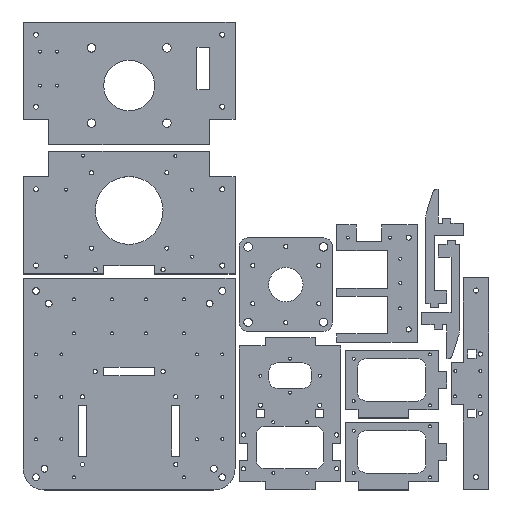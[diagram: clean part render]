
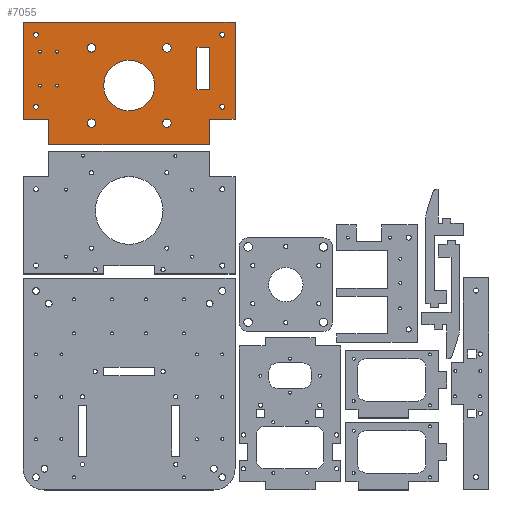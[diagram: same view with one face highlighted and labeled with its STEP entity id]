
A CAD part, top view. The second image highlights one B-rep face of the part: STEP entity #7055.
In plain terms, the highlighted planar face has unit normal (0, 0, 1).
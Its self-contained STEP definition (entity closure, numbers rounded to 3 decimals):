
#207=FACE_BOUND('',#1536,.T.);
#208=FACE_BOUND('',#1537,.T.);
#209=FACE_BOUND('',#1538,.T.);
#210=FACE_BOUND('',#1539,.T.);
#211=FACE_BOUND('',#1540,.T.);
#212=FACE_BOUND('',#1541,.T.);
#213=FACE_BOUND('',#1542,.T.);
#214=FACE_BOUND('',#1543,.T.);
#215=FACE_BOUND('',#1544,.T.);
#216=FACE_BOUND('',#1545,.T.);
#217=FACE_BOUND('',#1546,.T.);
#218=FACE_BOUND('',#1547,.T.);
#219=FACE_BOUND('',#1548,.T.);
#220=FACE_BOUND('',#1549,.T.);
#509=CIRCLE('',#7621,1.75);
#511=CIRCLE('',#7624,5.);
#513=CIRCLE('',#7627,5.);
#515=CIRCLE('',#7630,3.);
#517=CIRCLE('',#7633,3.);
#519=CIRCLE('',#7636,3.);
#521=CIRCLE('',#7639,5.);
#523=CIRCLE('',#7642,5.);
#525=CIRCLE('',#7645,1.75);
#527=CIRCLE('',#7648,1.75);
#529=CIRCLE('',#7651,1.75);
#531=CIRCLE('',#7658,3.);
#533=CIRCLE('',#7661,30.);
#997=FACE_OUTER_BOUND('',#1535,.T.);
#1535=EDGE_LOOP('',(#6223,#6224,#6225,#6226,#6227,#6228,#6229,#6230));
#1536=EDGE_LOOP('',(#6231));
#1537=EDGE_LOOP('',(#6232));
#1538=EDGE_LOOP('',(#6233,#6234,#6235,#6236));
#1539=EDGE_LOOP('',(#6237));
#1540=EDGE_LOOP('',(#6238));
#1541=EDGE_LOOP('',(#6239));
#1542=EDGE_LOOP('',(#6240));
#1543=EDGE_LOOP('',(#6241));
#1544=EDGE_LOOP('',(#6242));
#1545=EDGE_LOOP('',(#6243));
#1546=EDGE_LOOP('',(#6244));
#1547=EDGE_LOOP('',(#6245));
#1548=EDGE_LOOP('',(#6246));
#1549=EDGE_LOOP('',(#6247));
#2185=LINE('',#11277,#2871);
#2188=LINE('',#11283,#2874);
#2191=LINE('',#11289,#2877);
#2194=LINE('',#11293,#2880);
#2199=LINE('',#11313,#2885);
#2202=LINE('',#11319,#2888);
#2205=LINE('',#11325,#2891);
#2208=LINE('',#11331,#2894);
#2211=LINE('',#11337,#2897);
#2214=LINE('',#11343,#2900);
#2217=LINE('',#11349,#2903);
#2220=LINE('',#11353,#2906);
#2871=VECTOR('',#9339,10.);
#2874=VECTOR('',#9344,10.);
#2877=VECTOR('',#9349,10.);
#2880=VECTOR('',#9354,10.);
#2885=VECTOR('',#9373,10.);
#2888=VECTOR('',#9378,10.);
#2891=VECTOR('',#9383,10.);
#2894=VECTOR('',#9388,10.);
#2897=VECTOR('',#9393,10.);
#2900=VECTOR('',#9398,10.);
#2903=VECTOR('',#9403,10.);
#2906=VECTOR('',#9408,10.);
#3517=VERTEX_POINT('',#11205);
#3519=VERTEX_POINT('',#11211);
#3521=VERTEX_POINT('',#11217);
#3523=VERTEX_POINT('',#11223);
#3525=VERTEX_POINT('',#11229);
#3527=VERTEX_POINT('',#11235);
#3529=VERTEX_POINT('',#11241);
#3531=VERTEX_POINT('',#11247);
#3533=VERTEX_POINT('',#11253);
#3535=VERTEX_POINT('',#11259);
#3537=VERTEX_POINT('',#11265);
#3541=VERTEX_POINT('',#11274);
#3542=VERTEX_POINT('',#11276);
#3544=VERTEX_POINT('',#11282);
#3546=VERTEX_POINT('',#11288);
#3547=VERTEX_POINT('',#11295);
#3549=VERTEX_POINT('',#11301);
#3553=VERTEX_POINT('',#11310);
#3554=VERTEX_POINT('',#11312);
#3556=VERTEX_POINT('',#11318);
#3558=VERTEX_POINT('',#11324);
#3560=VERTEX_POINT('',#11330);
#3562=VERTEX_POINT('',#11336);
#3564=VERTEX_POINT('',#11342);
#3566=VERTEX_POINT('',#11348);
#4410=EDGE_CURVE('',#3517,#3517,#509,.T.);
#4413=EDGE_CURVE('',#3519,#3519,#511,.T.);
#4416=EDGE_CURVE('',#3521,#3521,#513,.T.);
#4419=EDGE_CURVE('',#3523,#3523,#515,.T.);
#4422=EDGE_CURVE('',#3525,#3525,#517,.T.);
#4425=EDGE_CURVE('',#3527,#3527,#519,.T.);
#4428=EDGE_CURVE('',#3529,#3529,#521,.T.);
#4431=EDGE_CURVE('',#3531,#3531,#523,.T.);
#4434=EDGE_CURVE('',#3533,#3533,#525,.T.);
#4437=EDGE_CURVE('',#3535,#3535,#527,.T.);
#4440=EDGE_CURVE('',#3537,#3537,#529,.T.);
#4445=EDGE_CURVE('',#3542,#3541,#2185,.T.);
#4448=EDGE_CURVE('',#3544,#3542,#2188,.T.);
#4451=EDGE_CURVE('',#3546,#3544,#2191,.T.);
#4454=EDGE_CURVE('',#3541,#3546,#2194,.T.);
#4455=EDGE_CURVE('',#3547,#3547,#531,.T.);
#4458=EDGE_CURVE('',#3549,#3549,#533,.T.);
#4463=EDGE_CURVE('',#3554,#3553,#2199,.T.);
#4466=EDGE_CURVE('',#3556,#3554,#2202,.T.);
#4469=EDGE_CURVE('',#3558,#3556,#2205,.T.);
#4472=EDGE_CURVE('',#3560,#3558,#2208,.T.);
#4475=EDGE_CURVE('',#3562,#3560,#2211,.T.);
#4478=EDGE_CURVE('',#3564,#3562,#2214,.T.);
#4481=EDGE_CURVE('',#3566,#3564,#2217,.T.);
#4484=EDGE_CURVE('',#3553,#3566,#2220,.T.);
#6223=ORIENTED_EDGE('',*,*,#4484,.T.);
#6224=ORIENTED_EDGE('',*,*,#4481,.T.);
#6225=ORIENTED_EDGE('',*,*,#4478,.T.);
#6226=ORIENTED_EDGE('',*,*,#4475,.T.);
#6227=ORIENTED_EDGE('',*,*,#4472,.T.);
#6228=ORIENTED_EDGE('',*,*,#4469,.T.);
#6229=ORIENTED_EDGE('',*,*,#4466,.T.);
#6230=ORIENTED_EDGE('',*,*,#4463,.T.);
#6231=ORIENTED_EDGE('',*,*,#4458,.T.);
#6232=ORIENTED_EDGE('',*,*,#4455,.T.);
#6233=ORIENTED_EDGE('',*,*,#4454,.T.);
#6234=ORIENTED_EDGE('',*,*,#4451,.T.);
#6235=ORIENTED_EDGE('',*,*,#4448,.T.);
#6236=ORIENTED_EDGE('',*,*,#4445,.T.);
#6237=ORIENTED_EDGE('',*,*,#4440,.T.);
#6238=ORIENTED_EDGE('',*,*,#4437,.T.);
#6239=ORIENTED_EDGE('',*,*,#4434,.T.);
#6240=ORIENTED_EDGE('',*,*,#4431,.T.);
#6241=ORIENTED_EDGE('',*,*,#4428,.T.);
#6242=ORIENTED_EDGE('',*,*,#4425,.T.);
#6243=ORIENTED_EDGE('',*,*,#4422,.T.);
#6244=ORIENTED_EDGE('',*,*,#4419,.T.);
#6245=ORIENTED_EDGE('',*,*,#4416,.T.);
#6246=ORIENTED_EDGE('',*,*,#4413,.T.);
#6247=ORIENTED_EDGE('',*,*,#4410,.T.);
#6727=PLANE('',#7671);
#7055=ADVANCED_FACE('',(#997,#207,#208,#209,#210,#211,#212,#213,#214,#215,
#216,#217,#218,#219,#220),#6727,.T.);
#7621=AXIS2_PLACEMENT_3D('',#11206,#9260,#9261);
#7624=AXIS2_PLACEMENT_3D('',#11212,#9267,#9268);
#7627=AXIS2_PLACEMENT_3D('',#11218,#9274,#9275);
#7630=AXIS2_PLACEMENT_3D('',#11224,#9281,#9282);
#7633=AXIS2_PLACEMENT_3D('',#11230,#9288,#9289);
#7636=AXIS2_PLACEMENT_3D('',#11236,#9295,#9296);
#7639=AXIS2_PLACEMENT_3D('',#11242,#9302,#9303);
#7642=AXIS2_PLACEMENT_3D('',#11248,#9309,#9310);
#7645=AXIS2_PLACEMENT_3D('',#11254,#9316,#9317);
#7648=AXIS2_PLACEMENT_3D('',#11260,#9323,#9324);
#7651=AXIS2_PLACEMENT_3D('',#11266,#9330,#9331);
#7658=AXIS2_PLACEMENT_3D('',#11296,#9357,#9358);
#7661=AXIS2_PLACEMENT_3D('',#11302,#9364,#9365);
#7671=AXIS2_PLACEMENT_3D('',#11354,#9409,#9410);
#9260=DIRECTION('center_axis',(0.,0.,-1.));
#9261=DIRECTION('ref_axis',(1.,0.,0.));
#9267=DIRECTION('center_axis',(0.,0.,-1.));
#9268=DIRECTION('ref_axis',(1.,0.,0.));
#9274=DIRECTION('center_axis',(0.,0.,-1.));
#9275=DIRECTION('ref_axis',(1.,0.,0.));
#9281=DIRECTION('center_axis',(0.,0.,-1.));
#9282=DIRECTION('ref_axis',(1.,0.,0.));
#9288=DIRECTION('center_axis',(0.,0.,-1.));
#9289=DIRECTION('ref_axis',(1.,0.,0.));
#9295=DIRECTION('center_axis',(0.,0.,-1.));
#9296=DIRECTION('ref_axis',(1.,0.,0.));
#9302=DIRECTION('center_axis',(0.,0.,-1.));
#9303=DIRECTION('ref_axis',(1.,0.,0.));
#9309=DIRECTION('center_axis',(0.,0.,-1.));
#9310=DIRECTION('ref_axis',(1.,0.,0.));
#9316=DIRECTION('center_axis',(0.,0.,-1.));
#9317=DIRECTION('ref_axis',(1.,0.,0.));
#9323=DIRECTION('center_axis',(0.,0.,-1.));
#9324=DIRECTION('ref_axis',(1.,0.,0.));
#9330=DIRECTION('center_axis',(0.,0.,-1.));
#9331=DIRECTION('ref_axis',(1.,0.,0.));
#9339=DIRECTION('',(0.,-1.,0.));
#9344=DIRECTION('',(1.,0.,0.));
#9349=DIRECTION('',(0.,1.,0.));
#9354=DIRECTION('',(-1.,0.,0.));
#9357=DIRECTION('center_axis',(0.,0.,-1.));
#9358=DIRECTION('ref_axis',(1.,0.,0.));
#9364=DIRECTION('center_axis',(0.,0.,-1.));
#9365=DIRECTION('ref_axis',(1.,0.,0.));
#9373=DIRECTION('',(0.,-1.,0.));
#9378=DIRECTION('',(1.,0.,0.));
#9383=DIRECTION('',(0.,-1.,0.));
#9388=DIRECTION('',(-1.,0.,0.));
#9393=DIRECTION('',(0.,1.,0.));
#9398=DIRECTION('',(1.,0.,0.));
#9403=DIRECTION('',(0.,1.,0.));
#9408=DIRECTION('',(1.,0.,0.));
#9409=DIRECTION('center_axis',(0.,0.,1.));
#9410=DIRECTION('ref_axis',(1.,0.,0.));
#11205=CARTESIAN_POINT('',(38.25,517.5,10.));
#11206=CARTESIAN_POINT('Origin',(40.,517.5,10.));
#11211=CARTESIAN_POINT('',(75.5,522.,10.));
#11212=CARTESIAN_POINT('Origin',(80.5,522.,10.));
#11217=CARTESIAN_POINT('',(164.5,522.,10.));
#11218=CARTESIAN_POINT('Origin',(169.5,522.,10.));
#11223=CARTESIAN_POINT('',(12.,537.5,10.));
#11224=CARTESIAN_POINT('Origin',(15.,537.5,10.));
#11229=CARTESIAN_POINT('',(232.,537.5,10.));
#11230=CARTESIAN_POINT('Origin',(235.,537.5,10.));
#11235=CARTESIAN_POINT('',(12.,452.5,10.));
#11236=CARTESIAN_POINT('Origin',(15.,452.5,10.));
#11241=CARTESIAN_POINT('',(164.5,433.,10.));
#11242=CARTESIAN_POINT('Origin',(169.5,433.,10.));
#11247=CARTESIAN_POINT('',(75.5,433.,10.));
#11248=CARTESIAN_POINT('Origin',(80.5,433.,10.));
#11253=CARTESIAN_POINT('',(18.25,517.5,10.));
#11254=CARTESIAN_POINT('Origin',(20.,517.5,10.));
#11259=CARTESIAN_POINT('',(18.25,477.5,10.));
#11260=CARTESIAN_POINT('Origin',(20.,477.5,10.));
#11265=CARTESIAN_POINT('',(38.25,477.5,10.));
#11266=CARTESIAN_POINT('Origin',(40.,477.5,10.));
#11274=CARTESIAN_POINT('',(220.,472.5,10.));
#11276=CARTESIAN_POINT('',(220.,522.5,10.));
#11277=CARTESIAN_POINT('',(220.,522.5,10.));
#11282=CARTESIAN_POINT('',(205.,522.5,10.));
#11283=CARTESIAN_POINT('',(205.,522.5,10.));
#11288=CARTESIAN_POINT('',(205.,472.5,10.));
#11289=CARTESIAN_POINT('',(205.,472.5,10.));
#11293=CARTESIAN_POINT('',(220.,472.5,10.));
#11295=CARTESIAN_POINT('',(232.,452.5,10.));
#11296=CARTESIAN_POINT('Origin',(235.,452.5,10.));
#11301=CARTESIAN_POINT('',(95.,477.5,10.));
#11302=CARTESIAN_POINT('Origin',(125.,477.5,10.));
#11310=CARTESIAN_POINT('',(30.,407.5,10.));
#11312=CARTESIAN_POINT('',(30.,437.5,10.));
#11313=CARTESIAN_POINT('',(30.,407.5,10.));
#11318=CARTESIAN_POINT('',(0.,437.5,10.));
#11319=CARTESIAN_POINT('',(30.,437.5,10.));
#11324=CARTESIAN_POINT('',(0.,552.5,10.));
#11325=CARTESIAN_POINT('',(0.,437.5,10.));
#11330=CARTESIAN_POINT('',(250.,552.5,10.));
#11331=CARTESIAN_POINT('',(0.,552.5,10.));
#11336=CARTESIAN_POINT('',(250.,437.5,10.));
#11337=CARTESIAN_POINT('',(250.,552.5,10.));
#11342=CARTESIAN_POINT('',(220.,437.5,10.));
#11343=CARTESIAN_POINT('',(250.,437.5,10.));
#11348=CARTESIAN_POINT('',(220.,407.5,10.));
#11349=CARTESIAN_POINT('',(220.,437.5,10.));
#11353=CARTESIAN_POINT('',(30.,407.5,10.));
#11354=CARTESIAN_POINT('Origin',(125.,480.,10.));
